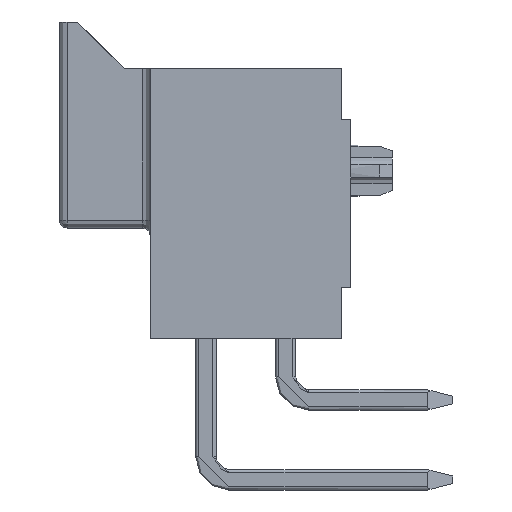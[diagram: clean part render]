
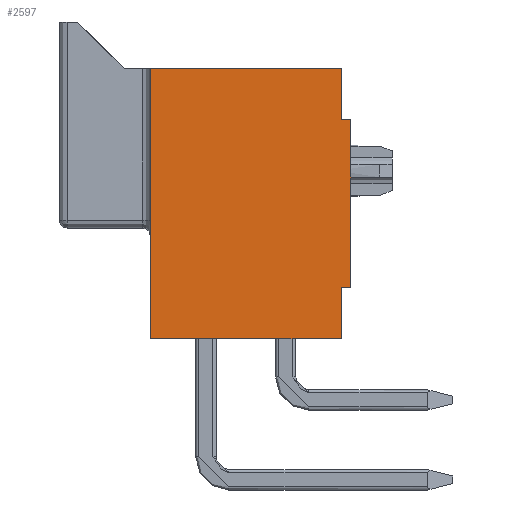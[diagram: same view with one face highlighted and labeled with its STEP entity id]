
A CAD part, left-side view. The second image highlights one B-rep face of the part: STEP entity #2597.
In plain terms, the highlighted planar face has unit normal (-1, 0, 0).
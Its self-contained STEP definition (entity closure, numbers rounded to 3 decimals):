
#1501=CARTESIAN_POINT('',(-10.47,2.99,0.));
#1502=VERTEX_POINT('',#1501);
#1509=CARTESIAN_POINT('',(-10.47,-2.99,0.));
#1510=VERTEX_POINT('',#1509);
#1511=CARTESIAN_POINT('',(-10.47,-2.99,0.));
#1512=DIRECTION('',(0.,1.,0.));
#1513=VECTOR('',#1512,5.98);
#1514=LINE('',#1511,#1513);
#1515=EDGE_CURVE('',#1510,#1502,#1514,.T.);
#2348=CARTESIAN_POINT('',(-10.47,2.99,-8.46));
#2349=VERTEX_POINT('',#2348);
#2350=CARTESIAN_POINT('',(-10.47,2.99,0.));
#2351=DIRECTION('',(0.,0.,-1.));
#2352=VECTOR('',#2351,8.46);
#2353=LINE('',#2350,#2352);
#2354=EDGE_CURVE('',#1502,#2349,#2353,.T.);
#2542=CARTESIAN_POINT('',(-10.47,-0.15,-4.23));
#2543=DIRECTION('',(0.,-1.,0.));
#2544=DIRECTION('',(-1.,0.,0.));
#2545=AXIS2_PLACEMENT_3D('',#2542,#2544,#2543);
#2546=PLANE('',#2545);
#2547=ORIENTED_EDGE('',*,*,#2354,.T.);
#2548=CARTESIAN_POINT('',(-10.47,-2.99,-8.46));
#2549=VERTEX_POINT('',#2548);
#2550=CARTESIAN_POINT('',(-10.47,2.99,-8.46));
#2551=DIRECTION('',(0.,-1.,0.));
#2552=VECTOR('',#2551,5.98);
#2553=LINE('',#2550,#2552);
#2554=EDGE_CURVE('',#2349,#2549,#2553,.T.);
#2555=ORIENTED_EDGE('',*,*,#2554,.T.);
#2556=CARTESIAN_POINT('',(-10.47,-2.99,-6.86));
#2557=VERTEX_POINT('',#2556);
#2558=CARTESIAN_POINT('',(-10.47,-2.99,-8.46));
#2559=DIRECTION('',(0.,0.,1.));
#2560=VECTOR('',#2559,1.6);
#2561=LINE('',#2558,#2560);
#2562=EDGE_CURVE('',#2549,#2557,#2561,.T.);
#2563=ORIENTED_EDGE('',*,*,#2562,.T.);
#2564=CARTESIAN_POINT('',(-10.47,-3.29,-6.86));
#2565=VERTEX_POINT('',#2564);
#2566=CARTESIAN_POINT('',(-10.47,-2.99,-6.86));
#2567=DIRECTION('',(0.,-1.,0.));
#2568=VECTOR('',#2567,0.3);
#2569=LINE('',#2566,#2568);
#2570=EDGE_CURVE('',#2557,#2565,#2569,.T.);
#2571=ORIENTED_EDGE('',*,*,#2570,.T.);
#2572=CARTESIAN_POINT('',(-10.47,-3.29,-1.6));
#2573=VERTEX_POINT('',#2572);
#2574=CARTESIAN_POINT('',(-10.47,-3.29,-6.86));
#2575=DIRECTION('',(0.,0.,1.));
#2576=VECTOR('',#2575,5.26);
#2577=LINE('',#2574,#2576);
#2578=EDGE_CURVE('',#2565,#2573,#2577,.T.);
#2579=ORIENTED_EDGE('',*,*,#2578,.T.);
#2580=CARTESIAN_POINT('',(-10.47,-2.99,-1.6));
#2581=VERTEX_POINT('',#2580);
#2582=CARTESIAN_POINT('',(-10.47,-3.29,-1.6));
#2583=DIRECTION('',(0.,1.,0.));
#2584=VECTOR('',#2583,0.3);
#2585=LINE('',#2582,#2584);
#2586=EDGE_CURVE('',#2573,#2581,#2585,.T.);
#2587=ORIENTED_EDGE('',*,*,#2586,.T.);
#2588=CARTESIAN_POINT('',(-10.47,-2.99,-1.6));
#2589=DIRECTION('',(0.,0.,1.));
#2590=VECTOR('',#2589,1.6);
#2591=LINE('',#2588,#2590);
#2592=EDGE_CURVE('',#2581,#1510,#2591,.T.);
#2593=ORIENTED_EDGE('',*,*,#2592,.T.);
#2594=ORIENTED_EDGE('',*,*,#1515,.T.);
#2595=EDGE_LOOP('',(#2547,#2555,#2563,#2571,#2579,#2587,#2593,#2594));
#2596=FACE_OUTER_BOUND('',#2595,.T.);
#2597=ADVANCED_FACE('',(#2596),#2546,.T.);
